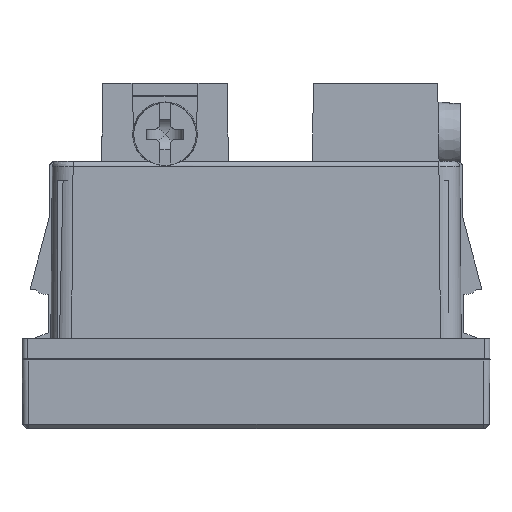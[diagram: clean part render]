
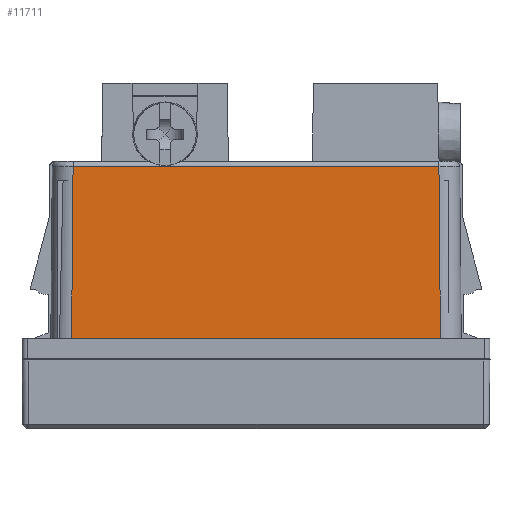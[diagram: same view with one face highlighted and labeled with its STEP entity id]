
A CAD part, front view. The second image highlights one B-rep face of the part: STEP entity #11711.
In plain terms, the highlighted planar face has unit normal (0, -1, 0.009).
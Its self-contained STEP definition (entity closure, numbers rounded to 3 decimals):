
#1472 = ORIENTED_EDGE ( 'NONE', *, *, #6315, .T. ) ;
#1504 = ORIENTED_EDGE ( 'NONE', *, *, #4598, .F. ) ;
#1687 = LINE ( 'NONE', #2454, #9070 ) ;
#2454 = CARTESIAN_POINT ( 'NONE',  ( 17.317, -19.317, 49.652 ) ) ;
#2850 = DIRECTION ( 'NONE',  ( -0.009, -0.009, -1. ) ) ;
#3266 = CARTESIAN_POINT ( 'NONE',  ( -17.589, -19.589, 18.504 ) ) ;
#3438 = EDGE_CURVE ( 'NONE', #12235, #8041, #1687, .T. ) ;
#3685 = DIRECTION ( 'NONE',  ( 1., 0., 0. ) ) ;
#3695 = DIRECTION ( 'NONE',  ( 0., -1., 0.009 ) ) ;
#3830 = LINE ( 'NONE', #10661, #8870 ) ;
#3861 = LINE ( 'NONE', #10694, #7784 ) ;
#4480 = AXIS2_PLACEMENT_3D ( 'NONE', #5609, #3695, #10278 ) ;
#4598 = EDGE_CURVE ( 'NONE', #6552, #12235, #3830, .T. ) ;
#4828 = EDGE_CURVE ( 'NONE', #6552, #7884, #3861, .T. ) ;
#4916 = ORIENTED_EDGE ( 'NONE', *, *, #3438, .F. ) ;
#5434 = DIRECTION ( 'NONE',  ( 0.009, -0.009, -1. ) ) ;
#5609 = CARTESIAN_POINT ( 'NONE',  ( -19.75, -19.75, 0. ) ) ;
#5652 = CARTESIAN_POINT ( 'NONE',  ( 0., -19.733, 2. ) ) ;
#5776 = LINE ( 'NONE', #5652, #10455 ) ;
#6315 = EDGE_CURVE ( 'NONE', #7884, #8041, #5776, .T. ) ;
#6552 = VERTEX_POINT ( 'NONE', #3266 ) ;
#7107 = CARTESIAN_POINT ( 'NONE',  ( 17.589, -19.589, 18.504 ) ) ;
#7418 = EDGE_LOOP ( 'NONE', ( #12186, #1472, #4916, #1504 ) ) ;
#7784 = VECTOR ( 'NONE', #2850, 1000. ) ;
#7884 = VERTEX_POINT ( 'NONE', #10425 ) ;
#8041 = VERTEX_POINT ( 'NONE', #9488 ) ;
#8552 = FACE_OUTER_BOUND ( 'NONE', #7418, .T. ) ;
#8870 = VECTOR ( 'NONE', #9650, 1000. ) ;
#9070 = VECTOR ( 'NONE', #5434, 1000. ) ;
#9488 = CARTESIAN_POINT ( 'NONE',  ( 17.733, -19.733, 2. ) ) ;
#9650 = DIRECTION ( 'NONE',  ( 1., 0., 0. ) ) ;
#10278 = DIRECTION ( 'NONE',  ( 0., -0.009, -1. ) ) ;
#10425 = CARTESIAN_POINT ( 'NONE',  ( -17.733, -19.733, 2. ) ) ;
#10455 = VECTOR ( 'NONE', #3685, 1000. ) ;
#10661 = CARTESIAN_POINT ( 'NONE',  ( -17.843, -19.589, 18.504 ) ) ;
#10694 = CARTESIAN_POINT ( 'NONE',  ( -17.589, -19.589, 18.504 ) ) ;
#11711 = ADVANCED_FACE ( 'NONE', ( #8552 ), #12430, .T. ) ;
#12186 = ORIENTED_EDGE ( 'NONE', *, *, #4828, .T. ) ;
#12235 = VERTEX_POINT ( 'NONE', #7107 ) ;
#12430 = PLANE ( 'NONE',  #4480 ) ;
